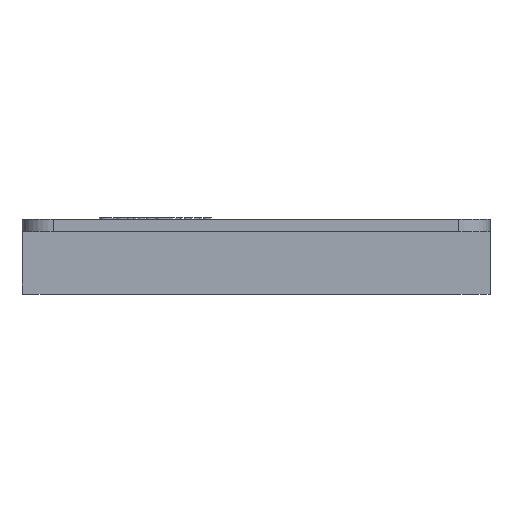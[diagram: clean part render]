
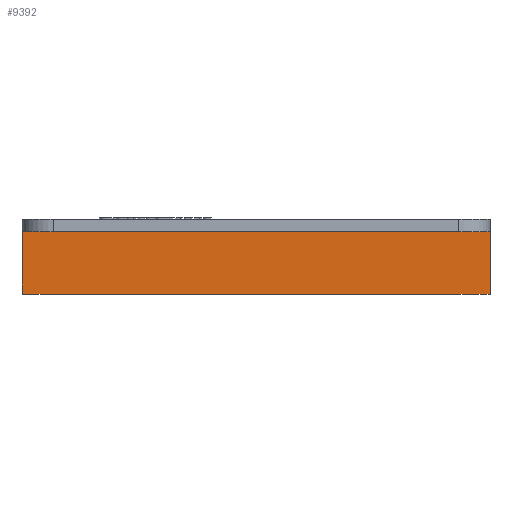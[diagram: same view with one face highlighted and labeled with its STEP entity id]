
A CAD part, front view. The second image highlights one B-rep face of the part: STEP entity #9392.
In plain terms, the highlighted planar face has unit normal (0, -1, 0).
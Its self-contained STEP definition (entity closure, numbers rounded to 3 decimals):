
#914=PLANE('',#9932);
#1114=FACE_OUTER_BOUND('',#1636,.T.);
#1636=EDGE_LOOP('',(#6410,#6411,#6412,#6413));
#2213=LINE('',#11750,#3038);
#2214=LINE('',#11752,#3039);
#2215=LINE('',#11754,#3040);
#2216=LINE('',#11755,#3041);
#3038=VECTOR('',#10271,10.);
#3039=VECTOR('',#10272,10.);
#3040=VECTOR('',#10273,10.);
#3041=VECTOR('',#10274,10.);
#3951=VERTEX_POINT('',#11748);
#3952=VERTEX_POINT('',#11749);
#3953=VERTEX_POINT('',#11751);
#3954=VERTEX_POINT('',#11753);
#4935=EDGE_CURVE('',#3951,#3952,#2213,.T.);
#4936=EDGE_CURVE('',#3951,#3953,#2214,.T.);
#4937=EDGE_CURVE('',#3954,#3953,#2215,.T.);
#4938=EDGE_CURVE('',#3952,#3954,#2216,.T.);
#6410=ORIENTED_EDGE('',*,*,#4935,.F.);
#6411=ORIENTED_EDGE('',*,*,#4936,.T.);
#6412=ORIENTED_EDGE('',*,*,#4937,.F.);
#6413=ORIENTED_EDGE('',*,*,#4938,.F.);
#9392=ADVANCED_FACE('',(#1114),#914,.T.);
#9932=AXIS2_PLACEMENT_3D('',#11747,#10269,#10270);
#10269=DIRECTION('center_axis',(0.,-1.,0.));
#10270=DIRECTION('ref_axis',(-1.,0.,0.));
#10271=DIRECTION('',(1.,0.,0.));
#10272=DIRECTION('',(0.,0.,-1.));
#10273=DIRECTION('',(-1.,0.,0.));
#10274=DIRECTION('',(0.,0.,-1.));
#11747=CARTESIAN_POINT('Origin',(66.65,5.45,0.));
#11748=CARTESIAN_POINT('',(-8.35,5.45,0.));
#11749=CARTESIAN_POINT('',(66.65,5.45,0.));
#11750=CARTESIAN_POINT('',(47.9,5.45,0.));
#11751=CARTESIAN_POINT('',(-8.35,5.45,-10.));
#11752=CARTESIAN_POINT('',(-8.35,5.45,0.));
#11753=CARTESIAN_POINT('',(66.65,5.45,-10.));
#11754=CARTESIAN_POINT('',(66.65,5.45,-10.));
#11755=CARTESIAN_POINT('',(66.65,5.45,0.));
